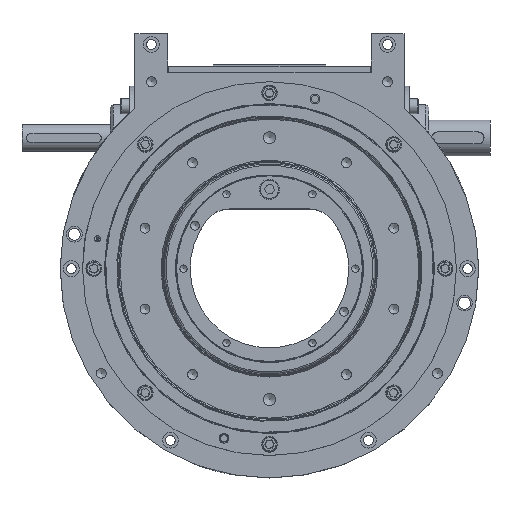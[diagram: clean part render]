
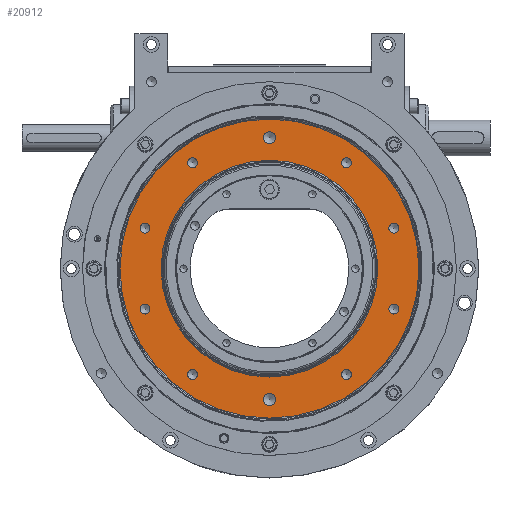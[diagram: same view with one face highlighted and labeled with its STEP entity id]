
A CAD part, top view. The second image highlights one B-rep face of the part: STEP entity #20912.
In plain terms, the highlighted planar face has unit normal (0, 0, 1).
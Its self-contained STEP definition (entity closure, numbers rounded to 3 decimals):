
#486=PLANE('',#22216);
#3787=ORIENTED_EDGE('',*,*,#6997,.T.);
#3788=ORIENTED_EDGE('',*,*,#6998,.T.);
#3789=ORIENTED_EDGE('',*,*,#6999,.T.);
#3790=ORIENTED_EDGE('',*,*,#7000,.T.);
#3791=ORIENTED_EDGE('',*,*,#7001,.T.);
#3792=ORIENTED_EDGE('',*,*,#7002,.T.);
#3793=ORIENTED_EDGE('',*,*,#7003,.T.);
#3794=ORIENTED_EDGE('',*,*,#7004,.T.);
#3795=ORIENTED_EDGE('',*,*,#7005,.T.);
#3796=ORIENTED_EDGE('',*,*,#7006,.T.);
#3797=ORIENTED_EDGE('',*,*,#7007,.F.);
#3798=ORIENTED_EDGE('',*,*,#7008,.T.);
#6997=EDGE_CURVE('',#8726,#8726,#10034,.T.);
#6998=EDGE_CURVE('',#8727,#8727,#10035,.T.);
#6999=EDGE_CURVE('',#8728,#8728,#10036,.T.);
#7000=EDGE_CURVE('',#8729,#8729,#10037,.T.);
#7001=EDGE_CURVE('',#8730,#8730,#10038,.T.);
#7002=EDGE_CURVE('',#8731,#8731,#10039,.T.);
#7003=EDGE_CURVE('',#8732,#8732,#10040,.T.);
#7004=EDGE_CURVE('',#8733,#8733,#10041,.T.);
#7005=EDGE_CURVE('',#8734,#8734,#10042,.T.);
#7006=EDGE_CURVE('',#8735,#8735,#10043,.T.);
#7007=EDGE_CURVE('',#8736,#8736,#10044,.T.);
#7008=EDGE_CURVE('',#8737,#8737,#10045,.T.);
#8726=VERTEX_POINT('',#27466);
#8727=VERTEX_POINT('',#27468);
#8728=VERTEX_POINT('',#27470);
#8729=VERTEX_POINT('',#27472);
#8730=VERTEX_POINT('',#27474);
#8731=VERTEX_POINT('',#27476);
#8732=VERTEX_POINT('',#27478);
#8733=VERTEX_POINT('',#27480);
#8734=VERTEX_POINT('',#27482);
#8735=VERTEX_POINT('',#27484);
#8736=VERTEX_POINT('',#27486);
#8737=VERTEX_POINT('',#27488);
#10034=CIRCLE('',#22217,3.324);
#10035=CIRCLE('',#22218,3.324);
#10036=CIRCLE('',#22219,3.324);
#10037=CIRCLE('',#22220,3.324);
#10038=CIRCLE('',#22221,3.324);
#10039=CIRCLE('',#22222,3.324);
#10040=CIRCLE('',#22223,3.324);
#10041=CIRCLE('',#22224,3.324);
#10042=CIRCLE('',#22225,4.);
#10043=CIRCLE('',#22226,4.);
#10044=CIRCLE('',#22227,100.);
#10045=CIRCLE('',#22228,72.5);
#10655=EDGE_LOOP('',(#3787));
#10656=EDGE_LOOP('',(#3788));
#10657=EDGE_LOOP('',(#3789));
#10658=EDGE_LOOP('',(#3790));
#10659=EDGE_LOOP('',(#3791));
#10660=EDGE_LOOP('',(#3792));
#10661=EDGE_LOOP('',(#3793));
#10662=EDGE_LOOP('',(#3794));
#10663=EDGE_LOOP('',(#3795));
#10664=EDGE_LOOP('',(#3796));
#10665=EDGE_LOOP('',(#3797));
#10666=EDGE_LOOP('',(#3798));
#12461=FACE_BOUND('',#10655,.T.);
#12462=FACE_BOUND('',#10656,.T.);
#12463=FACE_BOUND('',#10657,.T.);
#12464=FACE_BOUND('',#10658,.T.);
#12465=FACE_BOUND('',#10659,.T.);
#12466=FACE_BOUND('',#10660,.T.);
#12467=FACE_BOUND('',#10661,.T.);
#12468=FACE_BOUND('',#10662,.T.);
#12469=FACE_BOUND('',#10663,.T.);
#12470=FACE_BOUND('',#10664,.T.);
#12471=FACE_BOUND('',#10665,.T.);
#12472=FACE_BOUND('',#10666,.T.);
#20912=ADVANCED_FACE('',(#12461,#12462,#12463,#12464,#12465,#12466,#12467,
#12468,#12469,#12470,#12471,#12472),#486,.F.);
#22216=AXIS2_PLACEMENT_3D('',#27464,#23980,#23981);
#22217=AXIS2_PLACEMENT_3D('',#27465,#23982,#23983);
#22218=AXIS2_PLACEMENT_3D('',#27467,#23984,#23985);
#22219=AXIS2_PLACEMENT_3D('',#27469,#23986,#23987);
#22220=AXIS2_PLACEMENT_3D('',#27471,#23988,#23989);
#22221=AXIS2_PLACEMENT_3D('',#27473,#23990,#23991);
#22222=AXIS2_PLACEMENT_3D('',#27475,#23992,#23993);
#22223=AXIS2_PLACEMENT_3D('',#27477,#23994,#23995);
#22224=AXIS2_PLACEMENT_3D('',#27479,#23996,#23997);
#22225=AXIS2_PLACEMENT_3D('',#27481,#23998,#23999);
#22226=AXIS2_PLACEMENT_3D('',#27483,#24000,#24001);
#22227=AXIS2_PLACEMENT_3D('',#27485,#24002,#24003);
#22228=AXIS2_PLACEMENT_3D('',#27487,#24004,#24005);
#23980=DIRECTION('',(0.,0.,-1.));
#23981=DIRECTION('',(-1.,0.,0.));
#23982=DIRECTION('',(0.,0.,-1.));
#23983=DIRECTION('',(0.,-1.,0.));
#23984=DIRECTION('',(0.,0.,-1.));
#23985=DIRECTION('',(0.,-1.,0.));
#23986=DIRECTION('',(0.,0.,-1.));
#23987=DIRECTION('',(0.,-1.,0.));
#23988=DIRECTION('',(0.,0.,-1.));
#23989=DIRECTION('',(0.,-1.,0.));
#23990=DIRECTION('',(0.,0.,-1.));
#23991=DIRECTION('',(0.,-1.,0.));
#23992=DIRECTION('',(0.,0.,-1.));
#23993=DIRECTION('',(0.,-1.,0.));
#23994=DIRECTION('',(0.,0.,-1.));
#23995=DIRECTION('',(0.,-1.,0.));
#23996=DIRECTION('',(0.,0.,-1.));
#23997=DIRECTION('',(0.,-1.,0.));
#23998=DIRECTION('',(0.,0.,-1.));
#23999=DIRECTION('',(0.,-1.,0.));
#24000=DIRECTION('',(0.,0.,-1.));
#24001=DIRECTION('',(0.,-1.,0.));
#24002=DIRECTION('',(0.,0.,-1.));
#24003=DIRECTION('',(1.,0.,0.));
#24004=DIRECTION('',(0.,0.,-1.));
#24005=DIRECTION('',(1.,0.,0.));
#27464=CARTESIAN_POINT('',(0.,0.,33.5));
#27465=CARTESIAN_POINT('',(-83.217,-27.039,33.5));
#27466=CARTESIAN_POINT('',(-83.217,-30.362,33.5));
#27467=CARTESIAN_POINT('',(83.217,27.039,33.5));
#27468=CARTESIAN_POINT('',(83.217,23.715,33.5));
#27469=CARTESIAN_POINT('',(-83.217,27.039,33.5));
#27470=CARTESIAN_POINT('',(-83.217,23.715,33.5));
#27471=CARTESIAN_POINT('',(51.431,70.789,33.5));
#27472=CARTESIAN_POINT('',(51.431,67.465,33.5));
#27473=CARTESIAN_POINT('',(51.431,-70.789,33.5));
#27474=CARTESIAN_POINT('',(51.431,-74.112,33.5));
#27475=CARTESIAN_POINT('',(-51.431,-70.789,33.5));
#27476=CARTESIAN_POINT('',(-51.431,-74.112,33.5));
#27477=CARTESIAN_POINT('',(-51.431,70.789,33.5));
#27478=CARTESIAN_POINT('',(-51.431,67.465,33.5));
#27479=CARTESIAN_POINT('',(83.217,-27.039,33.5));
#27480=CARTESIAN_POINT('',(83.217,-30.362,33.5));
#27481=CARTESIAN_POINT('',(0.,-87.5,33.5));
#27482=CARTESIAN_POINT('',(0.,-91.5,33.5));
#27483=CARTESIAN_POINT('',(0.,87.5,33.5));
#27484=CARTESIAN_POINT('',(0.,83.5,33.5));
#27485=CARTESIAN_POINT('',(0.,0.,33.5));
#27486=CARTESIAN_POINT('',(100.,0.,33.5));
#27487=CARTESIAN_POINT('',(0.,0.,33.5));
#27488=CARTESIAN_POINT('',(72.5,0.,33.5));
